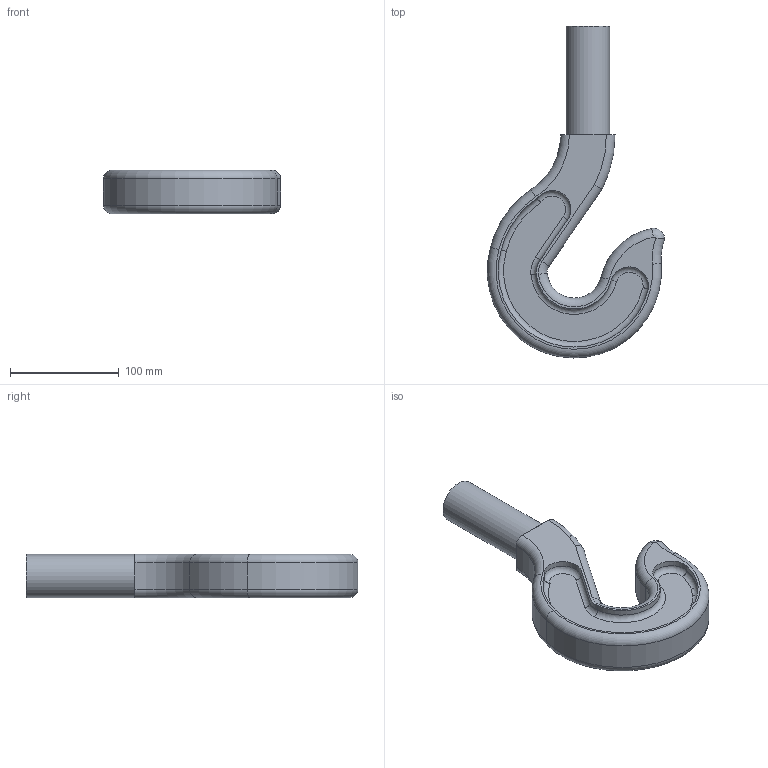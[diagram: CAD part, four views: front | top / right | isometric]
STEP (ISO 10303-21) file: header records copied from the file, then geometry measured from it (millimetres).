
FILE_DESCRIPTION(/* description */ (''),/* implementation_level */ '2;1');
FILE_NAME(/* name */ 'Hak.stp',/* time_stamp */ '2015-02-17T01:27:50+01:00',/* author */ ('Michał'),/* organization */ (''),/* preprocessor_version */ 'ST-DEVELOPER v15.2',/* originating_system */ 'Autodesk Inventor 2014',/* authorisation */ '');
FILE_SCHEMA (('AUTOMOTIVE_DESIGN { 1 0 10303 214 3 1 1 }'));
Length unit declared in the file: millimetre
Products named in the file (1): Hak
Bounding box: 162.81 x 304.99 x 40 mm (x, y, z)
Volume: 672403.4 mm3; surface area: 83974 mm2
Topology: 1 solids, 1 shells, 66 faces, 152 edges, 90 vertices
Faces by surface type: torus 28, cylinder 26, plane 10, bspline 2
Full cylindrical faces by diameter (mm): 40 x1
Entity records: 2278 total; most frequent: CARTESIAN_POINT 737, DIRECTION 361, ORIENTED_EDGE 300, AXIS2_PLACEMENT_3D 161, EDGE_CURVE 150, CIRCLE 95, VERTEX_POINT 89, EDGE_LOOP 69
